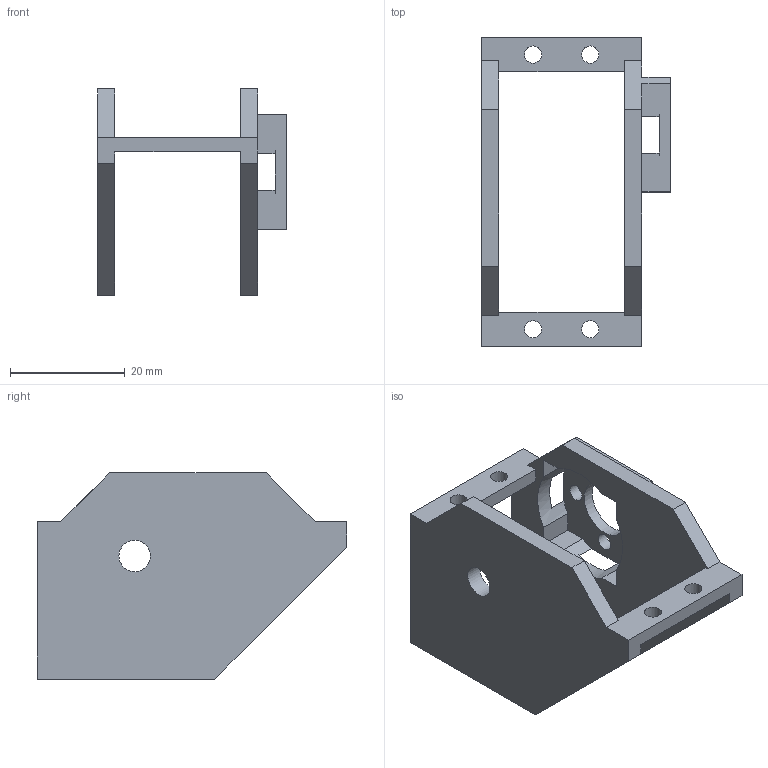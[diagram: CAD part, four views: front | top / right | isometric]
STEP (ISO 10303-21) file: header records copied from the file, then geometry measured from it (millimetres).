
FILE_DESCRIPTION(/* description */ (''),/* implementation_level */ '2;1');
FILE_NAME(/* name */ 'Z body New (1)(Mirror).step',/* time_stamp */ '2020-08-05T21:45:01+03:00',/* author */ (''),/* organization */ (''),/* preprocessor_version */ 'ST-DEVELOPER v18.1',/* originating_system */ 'Autodesk Translation Framework v9.3.0.1241',/* authorisation */ '');
FILE_SCHEMA (('AUTOMOTIVE_DESIGN { 1 0 10303 214 3 1 1 }'));
Length unit declared in the file: millimetre
Products named in the file (1): Z body New (1)(Mirror)
Bounding box: 33 x 54 x 36 mm (x, y, z)
Volume: 9274.3 mm3; surface area: 8367 mm2
Topology: 1 solids, 1 shells, 50 faces, 171 edges, 114 vertices
Faces by surface type: plane 36, cylinder 14
Full cylindrical faces by diameter (mm): 3 x8, 5.5 x1, 10 x1
Entity records: 1944 total; most frequent: ORIENTED_EDGE 342, CARTESIAN_POINT 336, DIRECTION 309, EDGE_CURVE 171, LINE 135, VECTOR 135, VERTEX_POINT 114, AXIS2_PLACEMENT_3D 87
